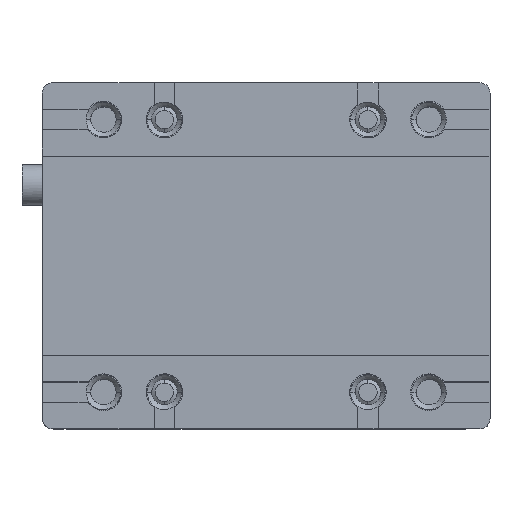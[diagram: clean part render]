
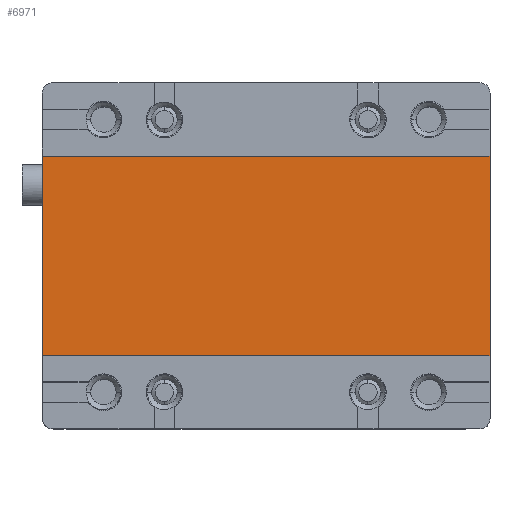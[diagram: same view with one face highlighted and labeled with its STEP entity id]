
A CAD part, top view. The second image highlights one B-rep face of the part: STEP entity #6971.
In plain terms, the highlighted planar face has unit normal (0, 0, 1).
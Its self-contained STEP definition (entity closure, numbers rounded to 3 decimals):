
#93 = CARTESIAN_POINT ( 'NONE',  ( -11., -4.9, 5.4 ) ) ;
#1190 = DIRECTION ( 'NONE',  ( 1., 0., 0. ) ) ;
#1818 = PLANE ( 'NONE',  #41963 ) ;
#2128 = CARTESIAN_POINT ( 'NONE',  ( 0., 0., 5.4 ) ) ;
#6216 = B_SPLINE_CURVE_WITH_KNOTS ( 'NONE', 3,
 ( #48698, #63502, #24258, #41245 ),
 .UNSPECIFIED., .F., .F.,
 ( 4, 4 ),
 ( 0., 1. ),
 .UNSPECIFIED. ) ;
#6971 = ADVANCED_FACE ( 'NONE', ( #11149 ), #1818, .T. ) ;
#7311 = CARTESIAN_POINT ( 'NONE',  ( -11., 4.9, 5.4 ) ) ;
#7636 = DIRECTION ( 'NONE',  ( 0., 0., 1. ) ) ;
#9819 = CARTESIAN_POINT ( 'NONE',  ( -11., -4.9, 5.4 ) ) ;
#10101 = CARTESIAN_POINT ( 'NONE',  ( -3.667, -4.9, 5.4 ) ) ;
#11149 = FACE_OUTER_BOUND ( 'NONE', #25456, .T. ) ;
#11315 = B_SPLINE_CURVE_WITH_KNOTS ( 'NONE', 3,
 ( #37188, #26593, #32415, #7311 ),
 .UNSPECIFIED., .F., .F.,
 ( 4, 4 ),
 ( 0., 1. ),
 .UNSPECIFIED. ) ;
#15608 = EDGE_CURVE ( 'NONE', #49447, #53752, #47366, .T. ) ;
#20407 = EDGE_CURVE ( 'NONE', #29292, #49447, #38647, .T. ) ;
#24258 = CARTESIAN_POINT ( 'NONE',  ( 11., 1.633, 5.4 ) ) ;
#25456 = EDGE_LOOP ( 'NONE', ( #38453, #27559, #42251, #34449 ) ) ;
#26593 = CARTESIAN_POINT ( 'NONE',  ( 3.667, 4.9, 5.4 ) ) ;
#27040 = CARTESIAN_POINT ( 'NONE',  ( -11., -4.9, 5.4 ) ) ;
#27559 = ORIENTED_EDGE ( 'NONE', *, *, #15608, .T. ) ;
#29292 = VERTEX_POINT ( 'NONE', #62678 ) ;
#32415 = CARTESIAN_POINT ( 'NONE',  ( -3.667, 4.9, 5.4 ) ) ;
#34449 = ORIENTED_EDGE ( 'NONE', *, *, #35183, .T. ) ;
#35183 = EDGE_CURVE ( 'NONE', #40269, #29292, #11315, .T. ) ;
#37188 = CARTESIAN_POINT ( 'NONE',  ( 11., 4.9, 5.4 ) ) ;
#38453 = ORIENTED_EDGE ( 'NONE', *, *, #20407, .T. ) ;
#38647 = B_SPLINE_CURVE_WITH_KNOTS ( 'NONE', 3,
 ( #57992, #39374, #48007, #9819 ),
 .UNSPECIFIED., .F., .F.,
 ( 4, 4 ),
 ( 0., 1. ),
 .UNSPECIFIED. ) ;
#39169 = EDGE_CURVE ( 'NONE', #53752, #40269, #6216, .T. ) ;
#39374 = CARTESIAN_POINT ( 'NONE',  ( -11., 1.633, 5.4 ) ) ;
#40269 = VERTEX_POINT ( 'NONE', #40558 ) ;
#40558 = CARTESIAN_POINT ( 'NONE',  ( 11., 4.9, 5.4 ) ) ;
#41245 = CARTESIAN_POINT ( 'NONE',  ( 11., 4.9, 5.4 ) ) ;
#41305 = CARTESIAN_POINT ( 'NONE',  ( 11., -4.9, 5.4 ) ) ;
#41963 = AXIS2_PLACEMENT_3D ( 'NONE', #2128, #7636, #1190 ) ;
#42251 = ORIENTED_EDGE ( 'NONE', *, *, #39169, .T. ) ;
#47366 = B_SPLINE_CURVE_WITH_KNOTS ( 'NONE', 3,
 ( #93, #10101, #49259, #54121 ),
 .UNSPECIFIED., .F., .F.,
 ( 4, 4 ),
 ( 0., 1. ),
 .UNSPECIFIED. ) ;
#48007 = CARTESIAN_POINT ( 'NONE',  ( -11., -1.633, 5.4 ) ) ;
#48698 = CARTESIAN_POINT ( 'NONE',  ( 11., -4.9, 5.4 ) ) ;
#49259 = CARTESIAN_POINT ( 'NONE',  ( 3.667, -4.9, 5.4 ) ) ;
#49447 = VERTEX_POINT ( 'NONE', #27040 ) ;
#53752 = VERTEX_POINT ( 'NONE', #41305 ) ;
#54121 = CARTESIAN_POINT ( 'NONE',  ( 11., -4.9, 5.4 ) ) ;
#57992 = CARTESIAN_POINT ( 'NONE',  ( -11., 4.9, 5.4 ) ) ;
#62678 = CARTESIAN_POINT ( 'NONE',  ( -11., 4.9, 5.4 ) ) ;
#63502 = CARTESIAN_POINT ( 'NONE',  ( 11., -1.633, 5.4 ) ) ;
